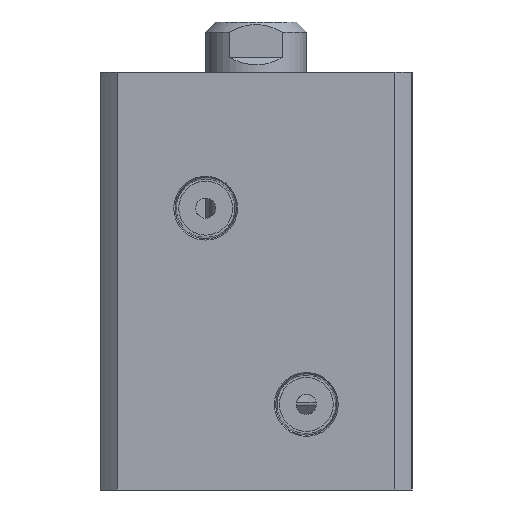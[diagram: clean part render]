
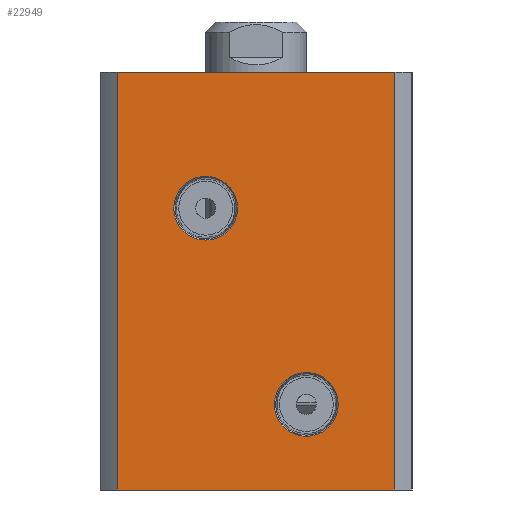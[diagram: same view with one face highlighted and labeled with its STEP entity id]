
A CAD part, left-side view. The second image highlights one B-rep face of the part: STEP entity #22949.
In plain terms, the highlighted planar face has unit normal (-1, 0, 0).
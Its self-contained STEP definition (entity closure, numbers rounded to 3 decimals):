
#646 = CARTESIAN_POINT ( 'NONE',  ( -31., 10., 8.165 ) ) ;
#756 = EDGE_CURVE ( 'NONE', #11809, #18410, #23573, .T. ) ;
#1261 = ORIENTED_EDGE ( 'NONE', *, *, #16098, .F. ) ;
#1331 = ORIENTED_EDGE ( 'NONE', *, *, #2653, .T. ) ;
#1483 = LINE ( 'NONE', #15305, #12153 ) ;
#1497 = EDGE_CURVE ( 'NONE', #13643, #13456, #15304, .T. ) ;
#1513 = ORIENTED_EDGE ( 'NONE', *, *, #1497, .F. ) ;
#1630 = CARTESIAN_POINT ( 'NONE',  ( -31., -10., -30.835 ) ) ;
#1882 = DIRECTION ( 'NONE',  ( 0., 0., -1. ) ) ;
#2024 = EDGE_LOOP ( 'NONE', ( #21485, #1261, #17511, #1331 ) ) ;
#2163 = DIRECTION ( 'NONE',  ( 0., 0., 1. ) ) ;
#2214 = CARTESIAN_POINT ( 'NONE',  ( -31., 27.591, 41.5 ) ) ;
#2592 = CARTESIAN_POINT ( 'NONE',  ( -31., 10., 20.835 ) ) ;
#2600 = VERTEX_POINT ( 'NONE', #9178 ) ;
#2653 = EDGE_CURVE ( 'NONE', #2600, #2845, #9496, .T. ) ;
#2665 = VECTOR ( 'NONE', #3725, 1000. ) ;
#2744 = AXIS2_PLACEMENT_3D ( 'NONE', #15174, #20730, #2163 ) ;
#2845 = VERTEX_POINT ( 'NONE', #22616 ) ;
#3495 = DIRECTION ( 'NONE',  ( 0., 0., 1. ) ) ;
#3725 = DIRECTION ( 'NONE',  ( 0., -1., 0. ) ) ;
#4346 = LINE ( 'NONE', #2214, #13300 ) ;
#4549 = VECTOR ( 'NONE', #1882, 1000. ) ;
#4592 = VERTEX_POINT ( 'NONE', #13182 ) ;
#4807 = EDGE_CURVE ( 'NONE', #2600, #15819, #4346, .T. ) ;
#5518 = CARTESIAN_POINT ( 'NONE',  ( -31., -10., -18.165 ) ) ;
#6200 = CARTESIAN_POINT ( 'NONE',  ( -31., 27.591, 41.5 ) ) ;
#6351 = DIRECTION ( 'NONE',  ( -1., 0., 0. ) ) ;
#6599 = ORIENTED_EDGE ( 'NONE', *, *, #22952, .F. ) ;
#7089 = CARTESIAN_POINT ( 'NONE',  ( -31., -10., -24.5 ) ) ;
#8050 = DIRECTION ( 'NONE',  ( 0., 0., 1. ) ) ;
#8682 = EDGE_LOOP ( 'NONE', ( #23776, #6599 ) ) ;
#8823 = CIRCLE ( 'NONE', #2744, 6.335 ) ;
#9091 = ORIENTED_EDGE ( 'NONE', *, *, #10917, .F. ) ;
#9178 = CARTESIAN_POINT ( 'NONE',  ( -31., 27.591, 41.5 ) ) ;
#9442 = CIRCLE ( 'NONE', #19345, 6.335 ) ;
#9496 = LINE ( 'NONE', #22153, #4549 ) ;
#10917 = EDGE_CURVE ( 'NONE', #13456, #13643, #8823, .T. ) ;
#11809 = VERTEX_POINT ( 'NONE', #2592 ) ;
#12153 = VECTOR ( 'NONE', #19059, 1000. ) ;
#12530 = LINE ( 'NONE', #22225, #2665 ) ;
#12825 = EDGE_CURVE ( 'NONE', #2845, #4592, #12530, .T. ) ;
#13182 = CARTESIAN_POINT ( 'NONE',  ( -31., -27.591, -41.5 ) ) ;
#13300 = VECTOR ( 'NONE', #20706, 1000. ) ;
#13340 = PLANE ( 'NONE',  #20596 ) ;
#13456 = VERTEX_POINT ( 'NONE', #1630 ) ;
#13643 = VERTEX_POINT ( 'NONE', #5518 ) ;
#13657 = CARTESIAN_POINT ( 'NONE',  ( -31., 10., 14.5 ) ) ;
#14320 = DIRECTION ( 'NONE',  ( -1., 0., 0. ) ) ;
#14906 = FACE_OUTER_BOUND ( 'NONE', #2024, .T. ) ;
#15094 = AXIS2_PLACEMENT_3D ( 'NONE', #7089, #14320, #3495 ) ;
#15174 = CARTESIAN_POINT ( 'NONE',  ( -31., -10., -24.5 ) ) ;
#15304 = CIRCLE ( 'NONE', #15094, 6.335 ) ;
#15305 = CARTESIAN_POINT ( 'NONE',  ( -31., -27.591, 41.5 ) ) ;
#15819 = VERTEX_POINT ( 'NONE', #23631 ) ;
#15967 = CARTESIAN_POINT ( 'NONE',  ( -31., 10., 14.5 ) ) ;
#16076 = FACE_BOUND ( 'NONE', #23107, .T. ) ;
#16098 = EDGE_CURVE ( 'NONE', #15819, #4592, #1483, .T. ) ;
#17366 = DIRECTION ( 'NONE',  ( 0., 1., 0. ) ) ;
#17511 = ORIENTED_EDGE ( 'NONE', *, *, #4807, .F. ) ;
#17786 = DIRECTION ( 'NONE',  ( -1., 0., 0. ) ) ;
#18410 = VERTEX_POINT ( 'NONE', #646 ) ;
#19059 = DIRECTION ( 'NONE',  ( 0., 0., -1. ) ) ;
#19345 = AXIS2_PLACEMENT_3D ( 'NONE', #13657, #6351, #8050 ) ;
#19659 = DIRECTION ( 'NONE',  ( 0., 0., 1. ) ) ;
#20596 = AXIS2_PLACEMENT_3D ( 'NONE', #6200, #20787, #17366 ) ;
#20706 = DIRECTION ( 'NONE',  ( 0., -1., 0. ) ) ;
#20730 = DIRECTION ( 'NONE',  ( -1., 0., 0. ) ) ;
#20787 = DIRECTION ( 'NONE',  ( 1., 0., 0. ) ) ;
#21485 = ORIENTED_EDGE ( 'NONE', *, *, #12825, .T. ) ;
#21847 = FACE_BOUND ( 'NONE', #8682, .T. ) ;
#22153 = CARTESIAN_POINT ( 'NONE',  ( -31., 27.591, 41.5 ) ) ;
#22225 = CARTESIAN_POINT ( 'NONE',  ( -31., 27.591, -41.5 ) ) ;
#22616 = CARTESIAN_POINT ( 'NONE',  ( -31., 27.591, -41.5 ) ) ;
#22778 = AXIS2_PLACEMENT_3D ( 'NONE', #15967, #17786, #19659 ) ;
#22949 = ADVANCED_FACE ( 'NONE', ( #21847, #16076, #14906 ), #13340, .F. ) ;
#22952 = EDGE_CURVE ( 'NONE', #18410, #11809, #9442, .T. ) ;
#23107 = EDGE_LOOP ( 'NONE', ( #1513, #9091 ) ) ;
#23573 = CIRCLE ( 'NONE', #22778, 6.335 ) ;
#23631 = CARTESIAN_POINT ( 'NONE',  ( -31., -27.591, 41.5 ) ) ;
#23776 = ORIENTED_EDGE ( 'NONE', *, *, #756, .F. ) ;
